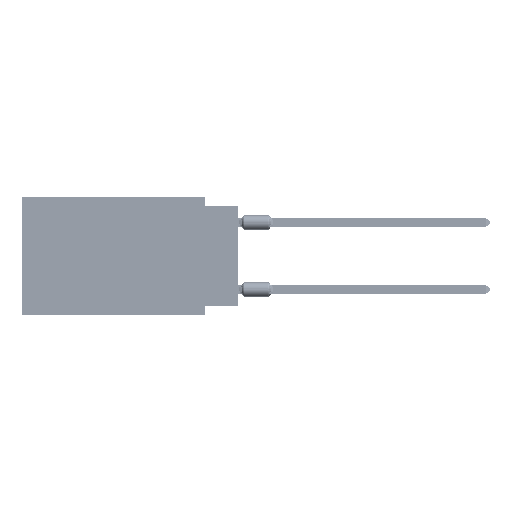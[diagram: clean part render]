
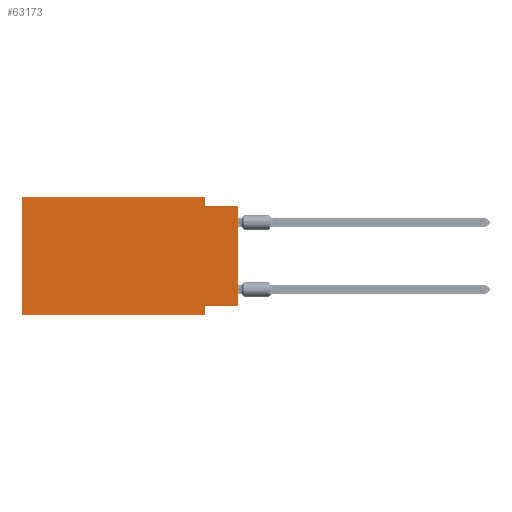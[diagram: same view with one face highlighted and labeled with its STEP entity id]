
A CAD part, left-side view. The second image highlights one B-rep face of the part: STEP entity #63173.
In plain terms, the highlighted planar face has unit normal (-1, 0, 0).
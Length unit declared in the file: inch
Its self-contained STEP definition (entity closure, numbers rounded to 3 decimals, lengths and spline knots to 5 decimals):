
#96 = AXIS2_PLACEMENT_3D ( 'NONE', #35826, #66205, #34811 ) ;
#1855 = EDGE_LOOP ( 'NONE', ( #87639, #98116, #37193, #2282, #72096, #47090, #5712, #16589 ) ) ;
#2282 = ORIENTED_EDGE ( 'NONE', *, *, #13781, .F. ) ;
#3745 = CARTESIAN_POINT ( 'NONE',  ( 0., 0., -0.025 ) ) ;
#5712 = ORIENTED_EDGE ( 'NONE', *, *, #11108, .F. ) ;
#7320 = CARTESIAN_POINT ( 'NONE',  ( 0., 0.645, 0. ) ) ;
#10232 = DIRECTION ( 'NONE',  ( 0., 0., -1. ) ) ;
#11108 = EDGE_CURVE ( 'NONE', #43331, #40025, #17700, .T. ) ;
#11993 = CARTESIAN_POINT ( 'NONE',  ( 0., 0.645, -0.35 ) ) ;
#13781 = EDGE_CURVE ( 'NONE', #40228, #39983, #51785, .T. ) ;
#14098 = VERTEX_POINT ( 'NONE', #39838 ) ;
#14234 = DIRECTION ( 'NONE',  ( 0., 1., 0. ) ) ;
#16589 = ORIENTED_EDGE ( 'NONE', *, *, #72395, .F. ) ;
#17700 = LINE ( 'NONE', #96882, #42885 ) ;
#19221 = VECTOR ( 'NONE', #14234, 39.37008 ) ;
#22425 = LINE ( 'NONE', #37345, #31022 ) ;
#27875 = DIRECTION ( 'NONE',  ( 0., -1., 0. ) ) ;
#29661 = EDGE_CURVE ( 'NONE', #59925, #30337, #63470, .T. ) ;
#30337 = VERTEX_POINT ( 'NONE', #45165 ) ;
#31022 = VECTOR ( 'NONE', #77447, 39.37008 ) ;
#34811 = DIRECTION ( 'NONE',  ( 0., 0., -1. ) ) ;
#35826 = CARTESIAN_POINT ( 'NONE',  ( 0., 0.645, 0. ) ) ;
#37178 = VECTOR ( 'NONE', #10232, 39.37008 ) ;
#37193 = ORIENTED_EDGE ( 'NONE', *, *, #48881, .F. ) ;
#37345 = CARTESIAN_POINT ( 'NONE',  ( 0., 0.645, 0. ) ) ;
#39838 = CARTESIAN_POINT ( 'NONE',  ( 0., 0.1, -0.025 ) ) ;
#39983 = VERTEX_POINT ( 'NONE', #63980 ) ;
#40025 = VERTEX_POINT ( 'NONE', #41857 ) ;
#40228 = VERTEX_POINT ( 'NONE', #7320 ) ;
#41857 = CARTESIAN_POINT ( 'NONE',  ( 0., 0.1, -0.35 ) ) ;
#42885 = VECTOR ( 'NONE', #48572, 39.37008 ) ;
#43331 = VERTEX_POINT ( 'NONE', #63060 ) ;
#44557 = CARTESIAN_POINT ( 'NONE',  ( 0., 0.645, 0. ) ) ;
#45165 = CARTESIAN_POINT ( 'NONE',  ( 0., 0., -0.025 ) ) ;
#47090 = ORIENTED_EDGE ( 'NONE', *, *, #47449, .T. ) ;
#47449 = EDGE_CURVE ( 'NONE', #66472, #40025, #59149, .T. ) ;
#47530 = DIRECTION ( 'NONE',  ( 0., 0., 1. ) ) ;
#48572 = DIRECTION ( 'NONE',  ( 0., 0., -1. ) ) ;
#48881 = EDGE_CURVE ( 'NONE', #39983, #14098, #49313, .T. ) ;
#49313 = LINE ( 'NONE', #64222, #37178 ) ;
#51785 = LINE ( 'NONE', #44557, #95580 ) ;
#55253 = CARTESIAN_POINT ( 'NONE',  ( 0., 0., 0. ) ) ;
#57484 = FACE_OUTER_BOUND ( 'NONE', #1855, .T. ) ;
#59126 = VECTOR ( 'NONE', #73561, 39.37008 ) ;
#59149 = LINE ( 'NONE', #98228, #59126 ) ;
#59925 = VERTEX_POINT ( 'NONE', #95442 ) ;
#63060 = CARTESIAN_POINT ( 'NONE',  ( 0., 0.1, -0.325 ) ) ;
#63173 = ADVANCED_FACE ( 'NONE', ( #57484 ), #74920, .F. ) ;
#63470 = LINE ( 'NONE', #55253, #69499 ) ;
#63980 = CARTESIAN_POINT ( 'NONE',  ( 0., 0.1, 0. ) ) ;
#64222 = CARTESIAN_POINT ( 'NONE',  ( 0., 0.1, 0. ) ) ;
#66205 = DIRECTION ( 'NONE',  ( 1., 0., 0. ) ) ;
#66472 = VERTEX_POINT ( 'NONE', #11993 ) ;
#67198 = DIRECTION ( 'NONE',  ( 0., -1., 0. ) ) ;
#67747 = LINE ( 'NONE', #75449, #19221 ) ;
#69499 = VECTOR ( 'NONE', #47530, 39.37008 ) ;
#72096 = ORIENTED_EDGE ( 'NONE', *, *, #79749, .F. ) ;
#72395 = EDGE_CURVE ( 'NONE', #59925, #43331, #67747, .T. ) ;
#73561 = DIRECTION ( 'NONE',  ( 0., -1., 0. ) ) ;
#74920 = PLANE ( 'NONE',  #96 ) ;
#75449 = CARTESIAN_POINT ( 'NONE',  ( 0., 0., -0.325 ) ) ;
#77447 = DIRECTION ( 'NONE',  ( 0., 0., 1. ) ) ;
#79749 = EDGE_CURVE ( 'NONE', #66472, #40228, #22425, .T. ) ;
#81555 = EDGE_CURVE ( 'NONE', #14098, #30337, #96837, .T. ) ;
#87639 = ORIENTED_EDGE ( 'NONE', *, *, #29661, .T. ) ;
#93669 = VECTOR ( 'NONE', #27875, 39.37008 ) ;
#95442 = CARTESIAN_POINT ( 'NONE',  ( 0., 0., -0.325 ) ) ;
#95580 = VECTOR ( 'NONE', #67198, 39.37008 ) ;
#96837 = LINE ( 'NONE', #3745, #93669 ) ;
#96882 = CARTESIAN_POINT ( 'NONE',  ( 0., 0.1, -0.35 ) ) ;
#98116 = ORIENTED_EDGE ( 'NONE', *, *, #81555, .F. ) ;
#98228 = CARTESIAN_POINT ( 'NONE',  ( 0., 0.645, -0.35 ) ) ;
